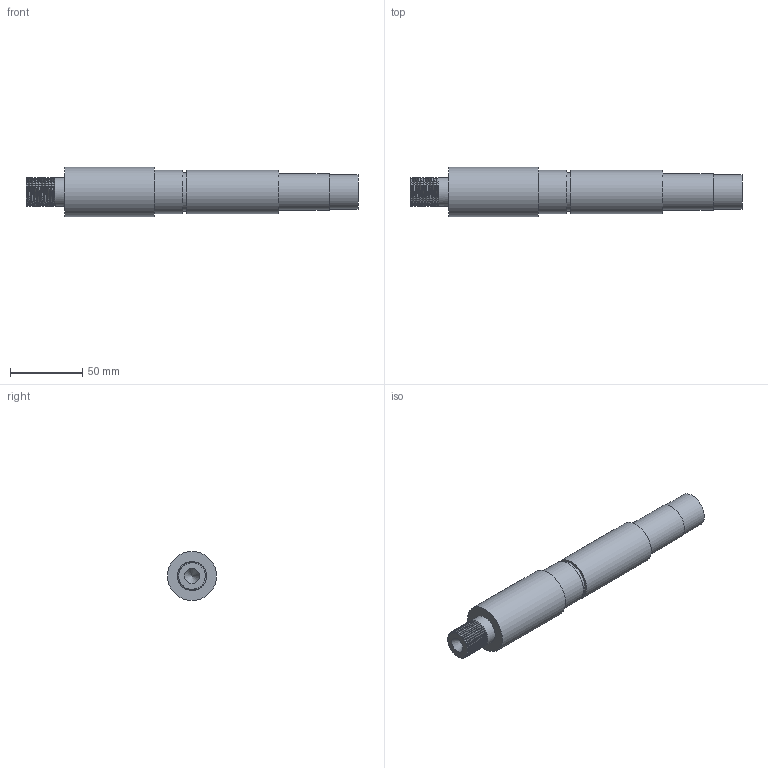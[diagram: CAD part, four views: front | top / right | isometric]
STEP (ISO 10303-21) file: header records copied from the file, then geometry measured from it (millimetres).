
FILE_DESCRIPTION(('FreeCAD Model'),'2;1');
FILE_NAME('Shaft Part.step','2020-09-01T10:51:21',('Author'),(''), 'Open CASCADE STEP processor 7.3','FreeCAD','Unknown');
FILE_SCHEMA(('AUTOMOTIVE_DESIGN { 1 0 10303 214 1 1 1 1 }'));
Length unit declared in the file: millimetre
Products named in the file (1): Arbre_final
Bounding box: 230 x 34 x 34 mm (x, y, z)
Volume: 150464.4 mm3; surface area: 23944 mm2
Topology: 1 solids, 1 shells, 80 faces, 154 edges, 82 vertices
Faces by surface type: bspline 42, cylinder 27, plane 9, cone 2
Full cylindrical faces by diameter (mm): 20 x20, 24 x1, 25 x1, 27 x1, 30 x2, 34 x1
Entity records: 13860 total; most frequent: CARTESIAN_POINT 10661, ORIENTED_EDGE 304, PCURVE 304, DEFINITIONAL_REPRESENTATION 304, DIRECTION 294, B_SPLINE_CURVE_WITH_KNOTS 256, LINE 168, VECTOR 168
